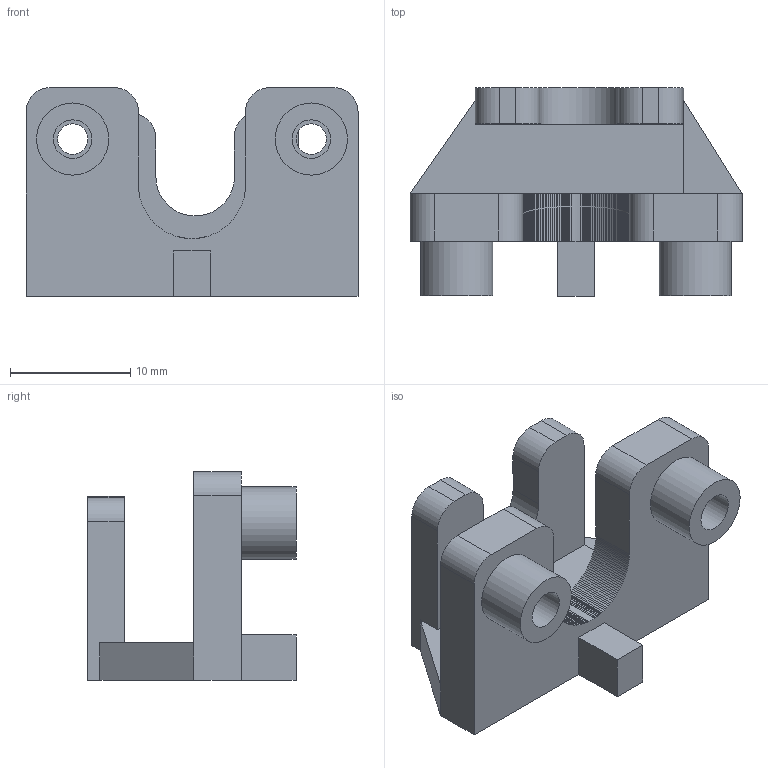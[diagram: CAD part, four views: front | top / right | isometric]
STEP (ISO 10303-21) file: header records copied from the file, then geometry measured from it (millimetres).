
FILE_DESCRIPTION(/* description */ (''),/* implementation_level */ '2;1');
FILE_NAME(/* name */ 'PIS_BED_MOUNT_KP3S v5.step',/* time_stamp */ '2024-05-30T09:57:53+02:00',/* author */ (''),/* organization */ (''),/* preprocessor_version */ 'ST-DEVELOPER v20',/* originating_system */ 'Autodesk Translation Framework v13.14.0.145',/* authorisation */ '');
FILE_SCHEMA (('AUTOMOTIVE_DESIGN { 1 0 10303 214 3 1 1 }'));
Length unit declared in the file: millimetre
Products named in the file (2): PIS_BED_MOUNT_KP3S; Mount
Assembly tree (1 placements, depth 2):
  PIS_BED_MOUNT_KP3S
    Mount
Bounding box: 27.6 x 17.3 x 17.34 mm (x, y, z)
Volume: 2741.1 mm3; surface area: 2408.5 mm2
Topology: 1 solids, 1 shells, 147 faces, 420 edges, 279 vertices
Faces by surface type: plane 121, cylinder 26
Full cylindrical faces by diameter (mm): 2.529 x2, 3.2 x2, 6 x2
Entity records: 4803 total; most frequent: CARTESIAN_POINT 849, ORIENTED_EDGE 840, DIRECTION 772, EDGE_CURVE 420, LINE 368, VECTOR 368, VERTEX_POINT 279, AXIS2_PLACEMENT_3D 202
